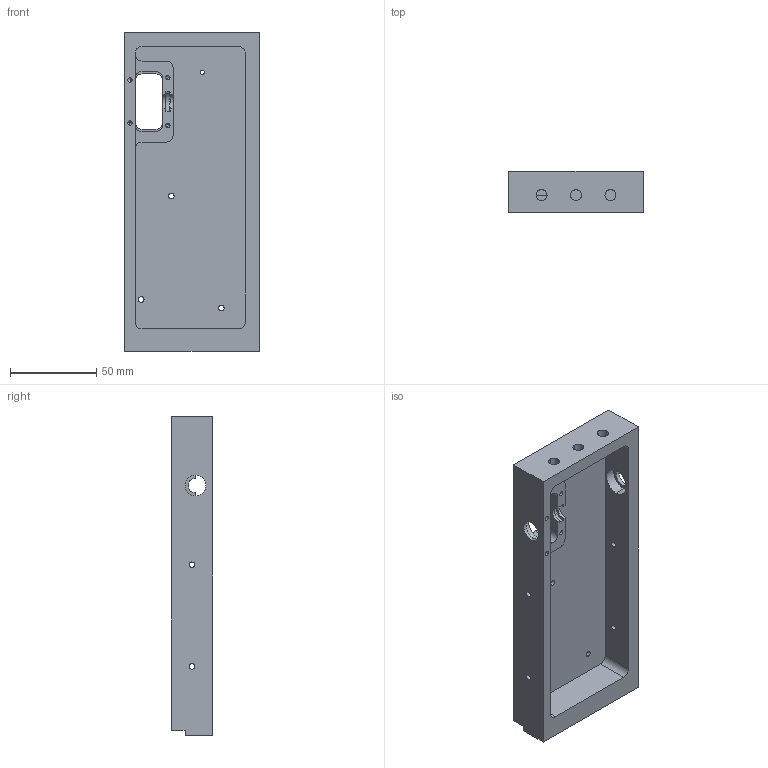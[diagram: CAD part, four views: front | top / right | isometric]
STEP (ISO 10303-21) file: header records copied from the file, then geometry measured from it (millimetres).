
FILE_DESCRIPTION (( 'STEP AP203' ), '1' );
FILE_NAME ('EXXON_USI_22_Aa.STEP', '2020-09-10T16:15:20', ( '' ), ( '' ), 'SwSTEP 2.0', 'SolidWorks 2020', '' );
FILE_SCHEMA (( 'CONFIG_CONTROL_DESIGN' ));
Length unit declared in the file: millimetre
Products named in the file (1): EXXON_USI_22_Aa
Bounding box: 78 x 24 x 185 mm (x, y, z)
Volume: 142429.1 mm3; surface area: 52693.1 mm2
Topology: 1 solids, 1 shells, 140 faces, 378 edges, 227 vertices
Faces by surface type: cylinder 79, cone 30, plane 29, torus 2
Entity records: 4351 total; most frequent: DIRECTION 796, CARTESIAN_POINT 716, ORIENTED_EDGE 696, EDGE_CURVE 348, AXIS2_PLACEMENT_3D 307, VERTEX_POINT 227, EDGE_LOOP 185, LINE 182
